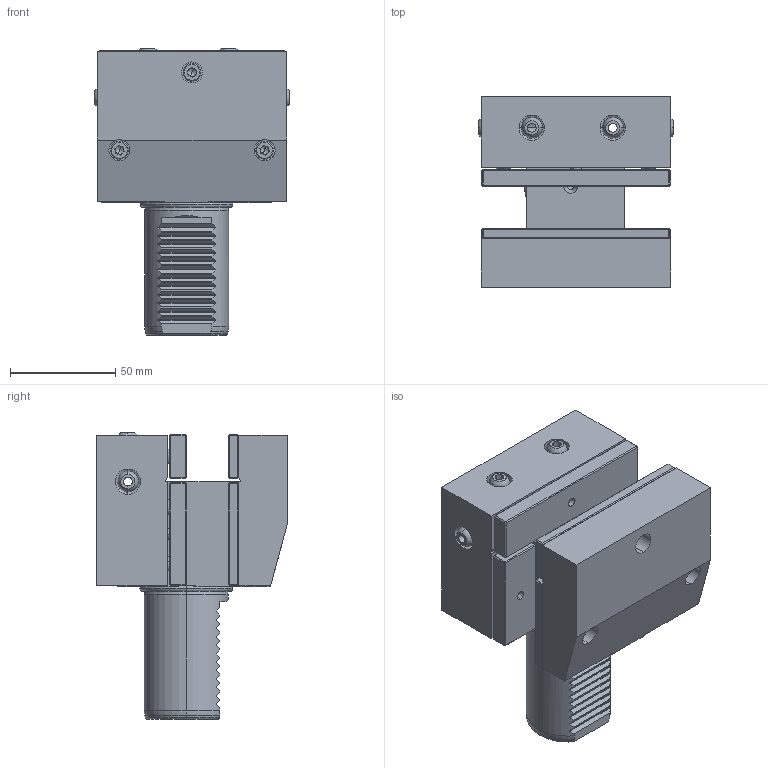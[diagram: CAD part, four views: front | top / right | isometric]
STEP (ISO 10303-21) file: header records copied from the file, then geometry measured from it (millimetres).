
FILE_DESCRIPTION (( 'STEP AP203' ), '1' );
FILE_NAME ('STEP.STEP', '2020-03-10T06:29:43', ( '' ), ( '' ), 'SwSTEP 2.0', 'SolidWorks 2017', '' );
FILE_SCHEMA (( 'CONFIG_CONTROL_DESIGN' ));
Length unit declared in the file: inch
Products named in the file (1): STEP
Bounding box: 92.6 x 90.5 x 136.3 mm (x, y, z)
Volume: 535625.4 mm3; surface area: 101534 mm2
Topology: 28 solids, 28 shells, 726 faces, 1664 edges, 979 vertices
Faces by surface type: plane 412, cylinder 167, cone 106, torus 27, sphere 8, bspline 6
Entity records: 25657 total; most frequent: CARTESIAN_POINT 9587, DIRECTION 3372, ORIENTED_EDGE 3220, EDGE_CURVE 1610, AXIS2_PLACEMENT_3D 1190, VECTOR 992, LINE 992, VERTEX_POINT 967
